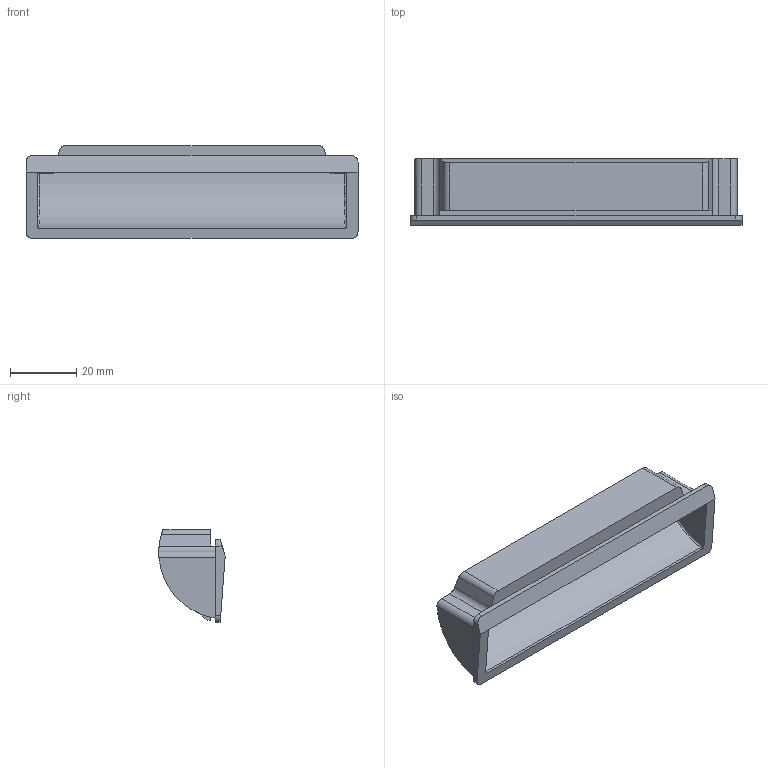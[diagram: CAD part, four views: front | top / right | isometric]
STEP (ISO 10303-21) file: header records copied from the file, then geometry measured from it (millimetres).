
FILE_DESCRIPTION (( 'STEP AP214' ), '1' );
FILE_NAME ('THA_241_3W_1_2.STEP', '2016-04-27T07:24:05', ( '' ), ( '' ), 'SwSTEP 2.0', 'SolidWorks 2015', '' );
FILE_SCHEMA (( 'AUTOMOTIVE_DESIGN' ));
Length unit declared in the file: millimetre
Products named in the file (2): pull; THA_241_3W_1_2
Assembly tree (1 placements, depth 2):
  THA_241_3W_1_2
    pull
Bounding box: 100 x 20 x 28 mm (x, y, z)
Volume: 11667.3 mm3; surface area: 13235.8 mm2
Topology: 1 solids, 1 shells, 64 faces, 167 edges, 106 vertices
Faces by surface type: plane 31, cylinder 25, bspline 4, torus 2, sphere 2
Entity records: 2203 total; most frequent: CARTESIAN_POINT 669, ORIENTED_EDGE 326, DIRECTION 289, EDGE_CURVE 163, VERTEX_POINT 104, AXIS2_PLACEMENT_3D 98, VECTOR 93, LINE 93
